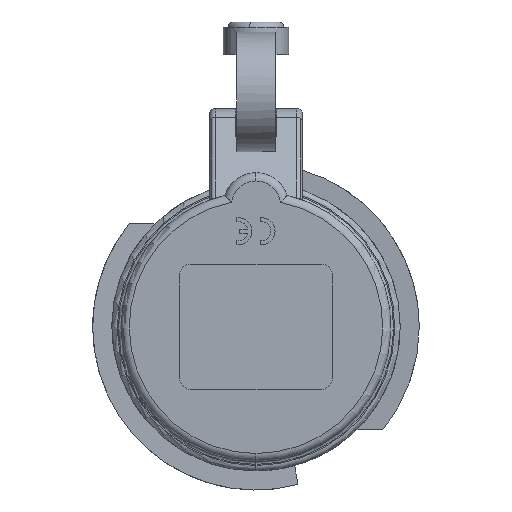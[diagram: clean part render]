
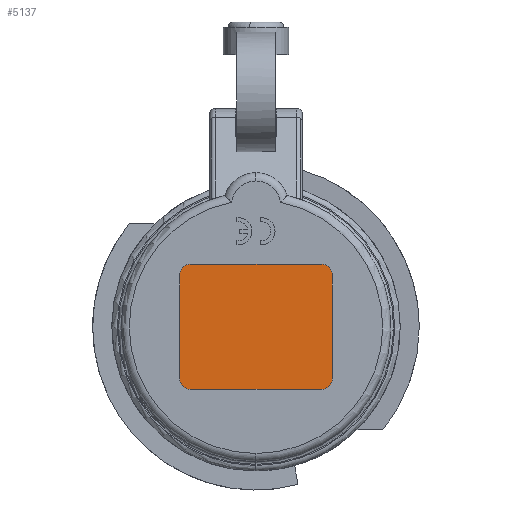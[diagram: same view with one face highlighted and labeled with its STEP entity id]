
A CAD part, left-side view. The second image highlights one B-rep face of the part: STEP entity #5137.
In plain terms, the highlighted planar face has unit normal (-1, 0, 0).
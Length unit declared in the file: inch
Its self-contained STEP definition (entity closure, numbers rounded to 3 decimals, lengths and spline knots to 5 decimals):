
#173 = CARTESIAN_POINT ( 'NONE',  ( -1.62598, -0.47244, 0.37402 ) ) ;
#377 = DIRECTION ( 'NONE',  ( 0., 1., 0. ) ) ;
#428 = LINE ( 'NONE', #3364, #808 ) ;
#548 = DIRECTION ( 'NONE',  ( 1., 0., 0. ) ) ;
#561 = VERTEX_POINT ( 'NONE', #1787 ) ;
#564 = EDGE_CURVE ( 'NONE', #825, #4472, #866, .T. ) ;
#622 = VERTEX_POINT ( 'NONE', #3311 ) ;
#667 = AXIS2_PLACEMENT_3D ( 'NONE', #2600, #3789, #1702 ) ;
#808 = VECTOR ( 'NONE', #2137, 39.37008 ) ;
#825 = VERTEX_POINT ( 'NONE', #2059 ) ;
#828 = EDGE_CURVE ( 'NONE', #1197, #561, #4814, .T. ) ;
#866 = CIRCLE ( 'NONE', #4651, 0.07874 ) ;
#944 = ORIENTED_EDGE ( 'NONE', *, *, #4930, .F. ) ;
#1004 = PLANE ( 'NONE',  #5313 ) ;
#1131 = CARTESIAN_POINT ( 'NONE',  ( -1.62598, 0.55118, -0.37402 ) ) ;
#1139 = DIRECTION ( 'NONE',  ( 0., 1., 0. ) ) ;
#1154 = AXIS2_PLACEMENT_3D ( 'NONE', #173, #5340, #1832 ) ;
#1170 = VERTEX_POINT ( 'NONE', #4066 ) ;
#1197 = VERTEX_POINT ( 'NONE', #2068 ) ;
#1224 = LINE ( 'NONE', #2971, #4591 ) ;
#1422 = DIRECTION ( 'NONE',  ( 1., 0., 0. ) ) ;
#1690 = EDGE_CURVE ( 'NONE', #561, #825, #1224, .T. ) ;
#1702 = DIRECTION ( 'NONE',  ( 0., 0., 1. ) ) ;
#1787 = CARTESIAN_POINT ( 'NONE',  ( -1.62598, -0.47244, -0.45276 ) ) ;
#1832 = DIRECTION ( 'NONE',  ( 0., 1., 0. ) ) ;
#2059 = CARTESIAN_POINT ( 'NONE',  ( -1.62598, 0.47244, -0.45276 ) ) ;
#2068 = CARTESIAN_POINT ( 'NONE',  ( -1.62598, -0.55118, -0.37402 ) ) ;
#2103 = CARTESIAN_POINT ( 'NONE',  ( -1.62598, 0.47244, 0.37402 ) ) ;
#2135 = EDGE_CURVE ( 'NONE', #4472, #622, #428, .T. ) ;
#2137 = DIRECTION ( 'NONE',  ( 0., 0., 1. ) ) ;
#2253 = CARTESIAN_POINT ( 'NONE',  ( -1.62598, 0.47244, 0.45276 ) ) ;
#2305 = LINE ( 'NONE', #4435, #2848 ) ;
#2334 = DIRECTION ( 'NONE',  ( 0., 0., -1. ) ) ;
#2411 = CIRCLE ( 'NONE', #5572, 0.07874 ) ;
#2555 = DIRECTION ( 'NONE',  ( 0., 0., -1. ) ) ;
#2600 = CARTESIAN_POINT ( 'NONE',  ( -1.62598, -0.47244, -0.37402 ) ) ;
#2719 = CARTESIAN_POINT ( 'NONE',  ( -1.62598, 0., 0. ) ) ;
#2846 = ORIENTED_EDGE ( 'NONE', *, *, #564, .F. ) ;
#2848 = VECTOR ( 'NONE', #2334, 39.37008 ) ;
#2881 = CARTESIAN_POINT ( 'NONE',  ( -1.62598, 0.47244, 0.45276 ) ) ;
#2971 = CARTESIAN_POINT ( 'NONE',  ( -1.62598, -0.47244, -0.45276 ) ) ;
#3087 = ORIENTED_EDGE ( 'NONE', *, *, #3347, .F. ) ;
#3118 = EDGE_LOOP ( 'NONE', ( #4782, #4917, #3087, #4297, #4479, #944, #5033, #2846 ) ) ;
#3204 = DIRECTION ( 'NONE',  ( 0., -1., 0. ) ) ;
#3259 = VERTEX_POINT ( 'NONE', #4803 ) ;
#3311 = CARTESIAN_POINT ( 'NONE',  ( -1.62598, 0.55118, 0.37402 ) ) ;
#3347 = EDGE_CURVE ( 'NONE', #3259, #1197, #2305, .T. ) ;
#3364 = CARTESIAN_POINT ( 'NONE',  ( -1.62598, 0.55118, -0.37402 ) ) ;
#3424 = EDGE_CURVE ( 'NONE', #1170, #3259, #3587, .T. ) ;
#3505 = VECTOR ( 'NONE', #3561, 39.37008 ) ;
#3561 = DIRECTION ( 'NONE',  ( 0., -1., 0. ) ) ;
#3587 = CIRCLE ( 'NONE', #1154, 0.07874 ) ;
#3789 = DIRECTION ( 'NONE',  ( 1., 0., 0. ) ) ;
#4066 = CARTESIAN_POINT ( 'NONE',  ( -1.62598, -0.47244, 0.45276 ) ) ;
#4297 = ORIENTED_EDGE ( 'NONE', *, *, #3424, .F. ) ;
#4435 = CARTESIAN_POINT ( 'NONE',  ( -1.62598, -0.55118, 0.37402 ) ) ;
#4445 = DIRECTION ( 'NONE',  ( -1., 0., 0. ) ) ;
#4472 = VERTEX_POINT ( 'NONE', #1131 ) ;
#4479 = ORIENTED_EDGE ( 'NONE', *, *, #5364, .F. ) ;
#4591 = VECTOR ( 'NONE', #377, 39.37008 ) ;
#4651 = AXIS2_PLACEMENT_3D ( 'NONE', #4817, #1422, #3204 ) ;
#4782 = ORIENTED_EDGE ( 'NONE', *, *, #1690, .F. ) ;
#4803 = CARTESIAN_POINT ( 'NONE',  ( -1.62598, -0.55118, 0.37402 ) ) ;
#4814 = CIRCLE ( 'NONE', #667, 0.07874 ) ;
#4817 = CARTESIAN_POINT ( 'NONE',  ( -1.62598, 0.47244, -0.37402 ) ) ;
#4874 = FACE_OUTER_BOUND ( 'NONE', #3118, .T. ) ;
#4917 = ORIENTED_EDGE ( 'NONE', *, *, #828, .F. ) ;
#4930 = EDGE_CURVE ( 'NONE', #622, #5216, #2411, .T. ) ;
#5033 = ORIENTED_EDGE ( 'NONE', *, *, #2135, .F. ) ;
#5137 = ADVANCED_FACE ( 'NONE', ( #4874 ), #1004, .T. ) ;
#5216 = VERTEX_POINT ( 'NONE', #2881 ) ;
#5313 = AXIS2_PLACEMENT_3D ( 'NONE', #2719, #4445, #1139 ) ;
#5340 = DIRECTION ( 'NONE',  ( 1., 0., 0. ) ) ;
#5364 = EDGE_CURVE ( 'NONE', #5216, #1170, #5401, .T. ) ;
#5401 = LINE ( 'NONE', #2253, #3505 ) ;
#5572 = AXIS2_PLACEMENT_3D ( 'NONE', #2103, #548, #2555 ) ;
